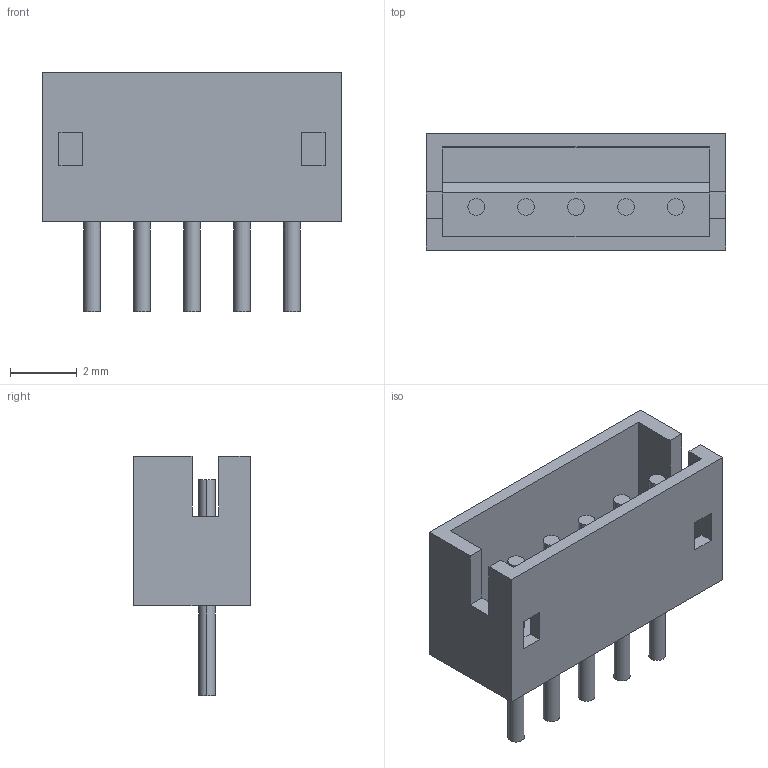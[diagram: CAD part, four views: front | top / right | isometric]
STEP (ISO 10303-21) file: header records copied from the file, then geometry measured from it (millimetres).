
FILE_DESCRIPTION((''),'2;1');
FILE_NAME('JST_B5B-ZR(LF)(SN).stp','2014-08-26T16:55:50',(''),(''),'Mechanical Desktop 2011','Mechanical Desktop 2011',', , ');
FILE_SCHEMA(('AUTOMOTIVE_DESIGN { 1 2 10303 214 1 1 1 1 }'));
Length unit declared in the file: millimetre
Products named in the file (1): Product
Bounding box: 9 x 3.5 x 7.2 mm (x, y, z)
Volume: 74.9 mm3; surface area: 287.7 mm2
Topology: 11 solids, 11 shells, 66 faces, 138 edges, 92 vertices
Faces by surface type: plane 46, cylinder 20
Entity records: 1812 total; most frequent: DIRECTION 312, CARTESIAN_POINT 297, ORIENTED_EDGE 276, EDGE_CURVE 138, AXIS2_PLACEMENT_3D 107, VECTOR 98, LINE 98, VERTEX_POINT 92
